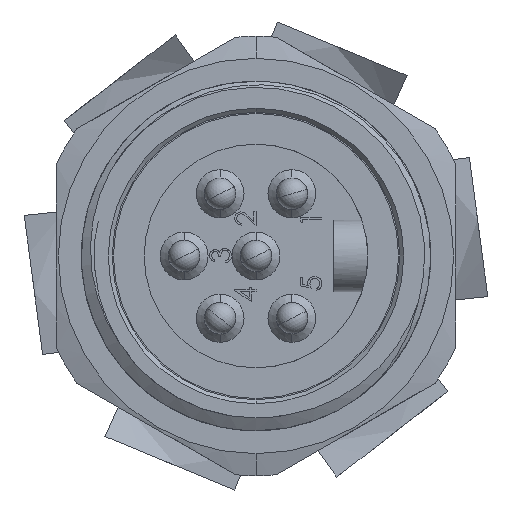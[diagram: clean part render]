
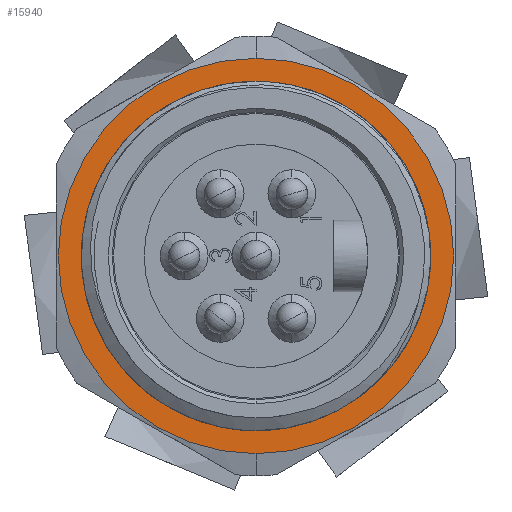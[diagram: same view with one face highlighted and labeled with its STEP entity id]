
A CAD part, left-side view. The second image highlights one B-rep face of the part: STEP entity #15940.
In plain terms, the highlighted planar face has unit normal (-1, 0, 0).
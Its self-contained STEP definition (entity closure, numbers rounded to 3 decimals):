
#158 = AXIS2_PLACEMENT_3D ( 'NONE', #5833, #17280, #7463 ) ;
#1141 = CIRCLE ( 'NONE', #158, 10.414 ) ;
#1411 = ORIENTED_EDGE ( 'NONE', *, *, #1500, .F. ) ;
#1500 = EDGE_CURVE ( 'NONE', #18508, #20571, #5921, .T. ) ;
#1825 = CARTESIAN_POINT ( 'NONE',  ( 9.398, 0., -10.414 ) ) ;
#2004 = DIRECTION ( 'NONE',  ( -1., 0., 0. ) ) ;
#2545 = CARTESIAN_POINT ( 'NONE',  ( 9.398, 0., 0. ) ) ;
#2768 = CARTESIAN_POINT ( 'NONE',  ( 9.398, 0., -12.573 ) ) ;
#2977 = CARTESIAN_POINT ( 'NONE',  ( 9.398, 0., 12.573 ) ) ;
#4224 = DIRECTION ( 'NONE',  ( 0., 0., 1. ) ) ;
#4741 = DIRECTION ( 'NONE',  ( 1., 0., 0. ) ) ;
#5349 = AXIS2_PLACEMENT_3D ( 'NONE', #14541, #4741, #16168 ) ;
#5833 = CARTESIAN_POINT ( 'NONE',  ( 9.398, 0., 0. ) ) ;
#5921 = CIRCLE ( 'NONE', #18445, 10.414 ) ;
#6504 = VERTEX_POINT ( 'NONE', #2977 ) ;
#7184 = ORIENTED_EDGE ( 'NONE', *, *, #13558, .T. ) ;
#7186 = ORIENTED_EDGE ( 'NONE', *, *, #16229, .F. ) ;
#7395 = DIRECTION ( 'NONE',  ( -1., 0., 0. ) ) ;
#7463 = DIRECTION ( 'NONE',  ( 0., 0., 1. ) ) ;
#8087 = FACE_BOUND ( 'NONE', #14411, .T. ) ;
#8470 = EDGE_LOOP ( 'NONE', ( #7184, #14312 ) ) ;
#9385 = CIRCLE ( 'NONE', #10364, 12.573 ) ;
#10364 = AXIS2_PLACEMENT_3D ( 'NONE', #17218, #7395, #18854 ) ;
#11799 = CARTESIAN_POINT ( 'NONE',  ( 9.398, 0., 0. ) ) ;
#12112 = VERTEX_POINT ( 'NONE', #2768 ) ;
#12417 = FACE_OUTER_BOUND ( 'NONE', #8470, .T. ) ;
#13451 = DIRECTION ( 'NONE',  ( 0., 0., 1. ) ) ;
#13558 = EDGE_CURVE ( 'NONE', #12112, #6504, #9385, .T. ) ;
#14021 = DIRECTION ( 'NONE',  ( -1., 0., 0. ) ) ;
#14312 = ORIENTED_EDGE ( 'NONE', *, *, #18626, .T. ) ;
#14354 = CARTESIAN_POINT ( 'NONE',  ( 9.398, 0., 10.414 ) ) ;
#14411 = EDGE_LOOP ( 'NONE', ( #1411, #7186 ) ) ;
#14541 = CARTESIAN_POINT ( 'NONE',  ( 9.398, 13.97, 0. ) ) ;
#15940 = ADVANCED_FACE ( 'NONE', ( #8087, #12417 ), #19102, .F. ) ;
#16168 = DIRECTION ( 'NONE',  ( 0., 0., -1. ) ) ;
#16229 = EDGE_CURVE ( 'NONE', #20571, #18508, #1141, .T. ) ;
#17218 = CARTESIAN_POINT ( 'NONE',  ( 9.398, 0., 0. ) ) ;
#17280 = DIRECTION ( 'NONE',  ( -1., 0., 0. ) ) ;
#17336 = AXIS2_PLACEMENT_3D ( 'NONE', #11799, #2004, #13451 ) ;
#18445 = AXIS2_PLACEMENT_3D ( 'NONE', #2545, #14021, #4224 ) ;
#18508 = VERTEX_POINT ( 'NONE', #14354 ) ;
#18626 = EDGE_CURVE ( 'NONE', #6504, #12112, #18664, .T. ) ;
#18664 = CIRCLE ( 'NONE', #17336, 12.573 ) ;
#18854 = DIRECTION ( 'NONE',  ( 0., 0., 1. ) ) ;
#19102 = PLANE ( 'NONE',  #5349 ) ;
#20571 = VERTEX_POINT ( 'NONE', #1825 ) ;
